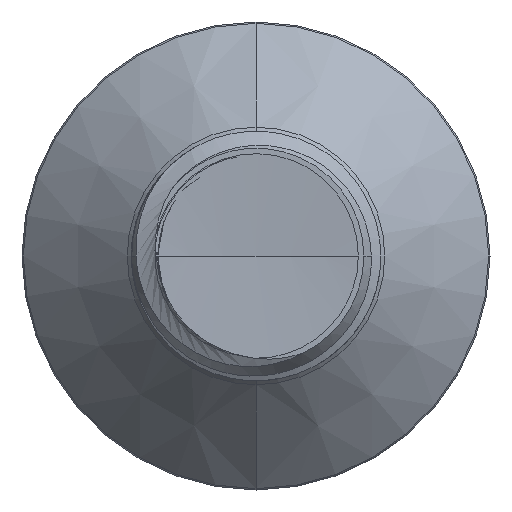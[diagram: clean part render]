
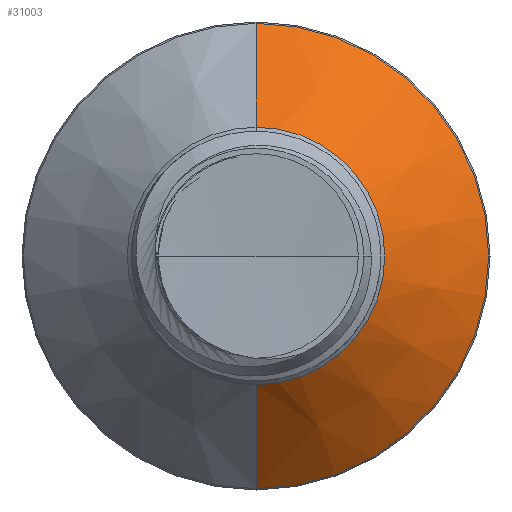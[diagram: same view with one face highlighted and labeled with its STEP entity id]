
A CAD part, front view. The second image highlights one B-rep face of the part: STEP entity #31003.
In plain terms, the highlighted conical face has half-angle 45 degrees and reference radius 2.064 mm.
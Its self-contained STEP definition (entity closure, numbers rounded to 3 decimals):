
#2163 = VECTOR ( 'NONE', #31393, 1000. ) ;
#4138 = ORIENTED_EDGE ( 'NONE', *, *, #29420, .F. ) ;
#4207 = CONICAL_SURFACE ( 'NONE', #25665, 2.064, 0.785 ) ;
#4381 = CARTESIAN_POINT ( 'NONE',  ( 0., 16.693, 0. ) ) ;
#7516 = DIRECTION ( 'NONE',  ( 0., 1., 0. ) ) ;
#7800 = DIRECTION ( 'NONE',  ( 0., 0., 1. ) ) ;
#9368 = VECTOR ( 'NONE', #28291, 1000. ) ;
#9777 = ORIENTED_EDGE ( 'NONE', *, *, #15004, .T. ) ;
#9850 = CARTESIAN_POINT ( 'NONE',  ( 0., 16.693, 2.064 ) ) ;
#10656 = AXIS2_PLACEMENT_3D ( 'NONE', #27760, #7516, #31154 ) ;
#13788 = CIRCLE ( 'NONE', #10656, 3.728 ) ;
#15004 = EDGE_CURVE ( 'NONE', #30331, #30218, #29751, .T. ) ;
#18387 = LINE ( 'NONE', #27852, #9368 ) ;
#18787 = ORIENTED_EDGE ( 'NONE', *, *, #40727, .T. ) ;
#19373 = CARTESIAN_POINT ( 'NONE',  ( 0., 18.357, -3.728 ) ) ;
#23994 = AXIS2_PLACEMENT_3D ( 'NONE', #4381, #28046, #7800 ) ;
#24325 = FACE_OUTER_BOUND ( 'NONE', #35649, .T. ) ;
#24879 = EDGE_CURVE ( 'NONE', #30331, #27423, #29161, .T. ) ;
#25665 = AXIS2_PLACEMENT_3D ( 'NONE', #43217, #26386, #33173 ) ;
#26386 = DIRECTION ( 'NONE',  ( 0., 1., 0. ) ) ;
#27423 = VERTEX_POINT ( 'NONE', #42738 ) ;
#27760 = CARTESIAN_POINT ( 'NONE',  ( 0., 18.357, 0. ) ) ;
#27852 = CARTESIAN_POINT ( 'NONE',  ( 0., 16.693, -2.064 ) ) ;
#28046 = DIRECTION ( 'NONE',  ( 0., 1., 0. ) ) ;
#28291 = DIRECTION ( 'NONE',  ( 0., 0.707, -0.707 ) ) ;
#29161 = LINE ( 'NONE', #41138, #2163 ) ;
#29420 = EDGE_CURVE ( 'NONE', #27423, #37994, #13788, .T. ) ;
#29751 = CIRCLE ( 'NONE', #23994, 2.064 ) ;
#30088 = CARTESIAN_POINT ( 'NONE',  ( 0., 16.693, -2.064 ) ) ;
#30218 = VERTEX_POINT ( 'NONE', #30088 ) ;
#30331 = VERTEX_POINT ( 'NONE', #9850 ) ;
#31003 = ADVANCED_FACE ( 'NONE', ( #24325 ), #4207, .T. ) ;
#31154 = DIRECTION ( 'NONE',  ( 0., 0., 1. ) ) ;
#31393 = DIRECTION ( 'NONE',  ( 0., 0.707, 0.707 ) ) ;
#33173 = DIRECTION ( 'NONE',  ( 0., 0., 1. ) ) ;
#35649 = EDGE_LOOP ( 'NONE', ( #9777, #18787, #4138, #36747 ) ) ;
#36747 = ORIENTED_EDGE ( 'NONE', *, *, #24879, .F. ) ;
#37994 = VERTEX_POINT ( 'NONE', #19373 ) ;
#40727 = EDGE_CURVE ( 'NONE', #30218, #37994, #18387, .T. ) ;
#41138 = CARTESIAN_POINT ( 'NONE',  ( 0., 16.693, 2.064 ) ) ;
#42738 = CARTESIAN_POINT ( 'NONE',  ( 0., 18.357, 3.728 ) ) ;
#43217 = CARTESIAN_POINT ( 'NONE',  ( 0., 16.693, 0. ) ) ;
